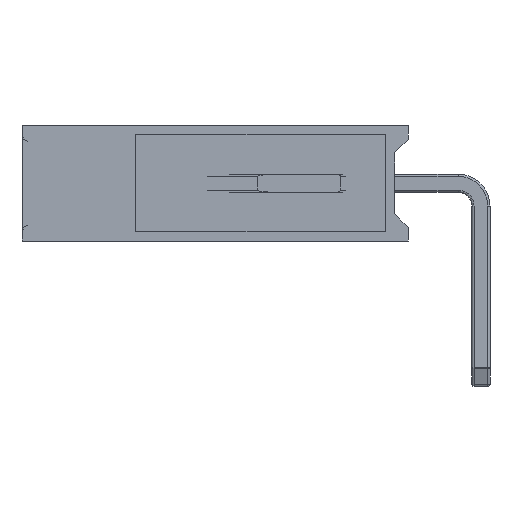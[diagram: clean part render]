
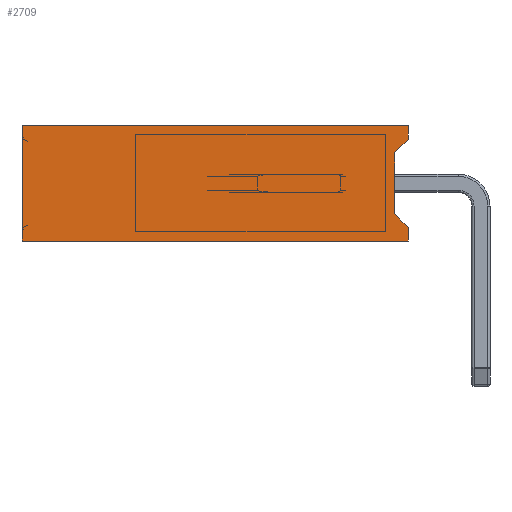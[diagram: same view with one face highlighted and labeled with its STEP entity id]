
A CAD part, left-side view. The second image highlights one B-rep face of the part: STEP entity #2709.
In plain terms, the highlighted planar face has unit normal (-1, 0, 0).
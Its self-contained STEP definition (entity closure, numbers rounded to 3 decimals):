
#202=PLANE('',#2947);
#277=FACE_OUTER_BOUND('',#440,.T.);
#440=EDGE_LOOP('',(#1809,#1810,#1811,#1812,#1813,#1814,#1815,#1816));
#607=LINE('',#4264,#805);
#611=LINE('',#4272,#809);
#617=LINE('',#4287,#815);
#628=LINE('',#4307,#826);
#629=LINE('',#4310,#827);
#632=LINE('',#4316,#830);
#633=LINE('',#4318,#831);
#634=LINE('',#4319,#832);
#805=VECTOR('',#3354,10.);
#809=VECTOR('',#3360,10.);
#815=VECTOR('',#3372,10.);
#826=VECTOR('',#3389,10.);
#827=VECTOR('',#3392,10.);
#830=VECTOR('',#3397,10.);
#831=VECTOR('',#3398,10.);
#832=VECTOR('',#3399,10.);
#1159=VERTEX_POINT('',#4262);
#1160=VERTEX_POINT('',#4263);
#1163=VERTEX_POINT('',#4271);
#1169=VERTEX_POINT('',#4286);
#1175=VERTEX_POINT('',#4305);
#1176=VERTEX_POINT('',#4309);
#1178=VERTEX_POINT('',#4315);
#1179=VERTEX_POINT('',#4317);
#1383=EDGE_CURVE('',#1159,#1160,#607,.T.);
#1387=EDGE_CURVE('',#1163,#1160,#611,.T.);
#1395=EDGE_CURVE('',#1163,#1169,#617,.T.);
#1406=EDGE_CURVE('',#1159,#1175,#628,.T.);
#1407=EDGE_CURVE('',#1176,#1169,#629,.T.);
#1410=EDGE_CURVE('',#1175,#1178,#632,.T.);
#1411=EDGE_CURVE('',#1179,#1178,#633,.T.);
#1412=EDGE_CURVE('',#1176,#1179,#634,.T.);
#1809=ORIENTED_EDGE('',*,*,#1387,.T.);
#1810=ORIENTED_EDGE('',*,*,#1383,.F.);
#1811=ORIENTED_EDGE('',*,*,#1406,.T.);
#1812=ORIENTED_EDGE('',*,*,#1410,.T.);
#1813=ORIENTED_EDGE('',*,*,#1411,.F.);
#1814=ORIENTED_EDGE('',*,*,#1412,.F.);
#1815=ORIENTED_EDGE('',*,*,#1407,.T.);
#1816=ORIENTED_EDGE('',*,*,#1395,.F.);
#2709=ADVANCED_FACE('',(#277),#202,.T.);
#2947=AXIS2_PLACEMENT_3D('',#4314,#3395,#3396);
#3354=DIRECTION('',(0.,0.707,-0.707));
#3360=DIRECTION('',(0.,0.,1.));
#3372=DIRECTION('',(0.,-0.707,-0.707));
#3389=DIRECTION('',(0.,0.,1.));
#3392=DIRECTION('',(0.,0.,1.));
#3395=DIRECTION('center_axis',(-1.,0.,0.));
#3396=DIRECTION('ref_axis',(0.,0.,
1.));
#3397=DIRECTION('',(0.,1.,0.));
#3398=DIRECTION('',(0.,0.,1.));
#3399=DIRECTION('',(0.,1.,0.));
#4262=CARTESIAN_POINT('',(-1.27,1.6,2.24));
#4263=CARTESIAN_POINT('',(-1.27,1.9,1.94));
#4264=CARTESIAN_POINT('',(-1.27,2.235,1.605));
#4271=CARTESIAN_POINT('',(-1.27,1.9,0.6));
#4272=CARTESIAN_POINT('',(-1.27,1.9,0.635));
#4286=CARTESIAN_POINT('',(-1.27,1.6,0.3));
#4287=CARTESIAN_POINT('',(-1.27,1.6,0.3));
#4305=CARTESIAN_POINT('',(-1.27,1.6,2.54));
#4307=CARTESIAN_POINT('',(-1.27,1.6,0.));
#4309=CARTESIAN_POINT('',(-1.27,1.6,0.));
#4310=CARTESIAN_POINT('',(-1.27,1.6,0.));
#4314=CARTESIAN_POINT('Origin',(-1.27,1.6,0.));
#4315=CARTESIAN_POINT('',(-1.27,10.1,2.54));
#4316=CARTESIAN_POINT('',(-1.27,1.6,2.54));
#4317=CARTESIAN_POINT('',(-1.27,10.1,0.));
#4318=CARTESIAN_POINT('',(-1.27,10.1,0.));
#4319=CARTESIAN_POINT('',(-1.27,1.6,0.));
